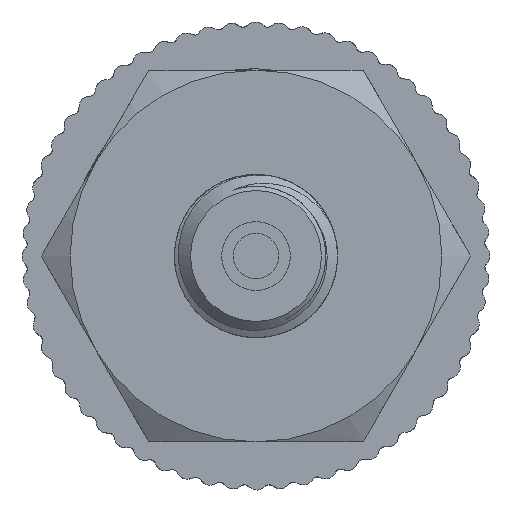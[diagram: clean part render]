
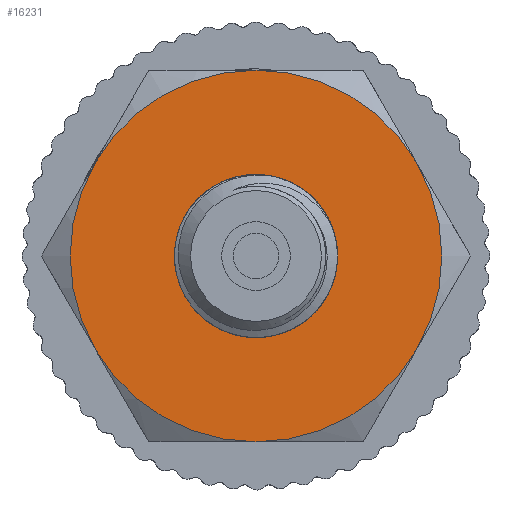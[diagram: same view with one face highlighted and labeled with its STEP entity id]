
A CAD part, left-side view. The second image highlights one B-rep face of the part: STEP entity #16231.
In plain terms, the highlighted planar face has unit normal (-1, 0, 0).
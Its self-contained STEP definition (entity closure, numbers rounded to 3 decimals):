
#154=PLANE('',#17115);
#852=FACE_BOUND('',#2174,.T.);
#1246=FACE_OUTER_BOUND('',#2173,.T.);
#2173=EDGE_LOOP('',(#12458));
#2174=EDGE_LOOP('',(#12459));
#2908=CIRCLE('',#17098,5.9);
#2915=CIRCLE('',#17113,13.5);
#7062=VERTEX_POINT('',#32973);
#7067=VERTEX_POINT('',#33685);
#9041=EDGE_CURVE('',#7062,#7062,#2908,.T.);
#9053=EDGE_CURVE('',#7067,#7067,#2915,.T.);
#12458=ORIENTED_EDGE('',*,*,#9053,.F.);
#12459=ORIENTED_EDGE('',*,*,#9041,.T.);
#16231=ADVANCED_FACE('',(#1246,#852),#154,.T.);
#17098=AXIS2_PLACEMENT_3D('',#32974,#18487,#18488);
#17113=AXIS2_PLACEMENT_3D('',#33687,#18521,#18522);
#17115=AXIS2_PLACEMENT_3D('',#33689,#18525,#18526);
#18487=DIRECTION('center_axis',(1.,0.,0.));
#18488=DIRECTION('ref_axis',(0.,0.,-1.));
#18521=DIRECTION('center_axis',(1.,0.,0.));
#18522=DIRECTION('ref_axis',(0.,0.,-1.));
#18525=DIRECTION('center_axis',(-1.,0.,0.));
#18526=DIRECTION('ref_axis',(0.,0.,1.));
#32973=CARTESIAN_POINT('',(-47.,0.,5.9));
#32974=CARTESIAN_POINT('Origin',(-47.,0.,0.));
#33685=CARTESIAN_POINT('',(-47.,-13.5,0.));
#33687=CARTESIAN_POINT('Origin',(-47.,0.,0.));
#33689=CARTESIAN_POINT('Origin',(-47.,13.5,0.));
